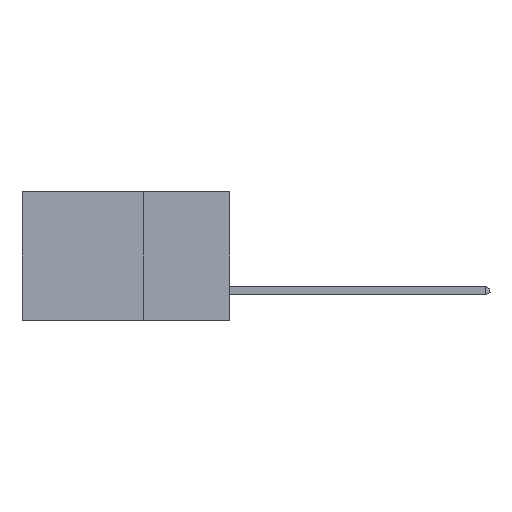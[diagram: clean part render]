
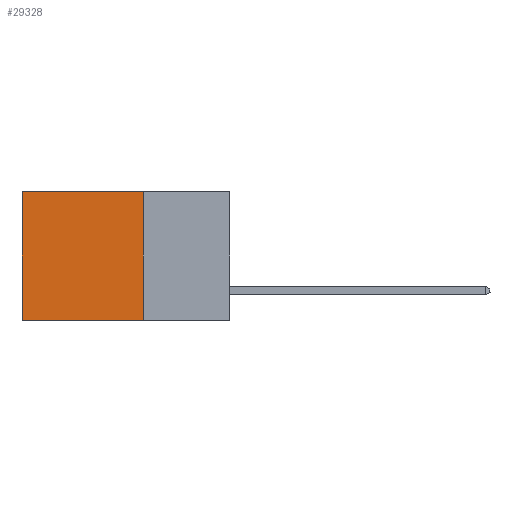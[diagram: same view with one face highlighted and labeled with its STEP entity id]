
A CAD part, left-side view. The second image highlights one B-rep face of the part: STEP entity #29328.
In plain terms, the highlighted planar face has unit normal (-1, 0, 0).
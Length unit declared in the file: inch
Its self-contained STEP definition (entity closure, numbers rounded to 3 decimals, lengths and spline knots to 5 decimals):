
#1485 = VECTOR ( 'NONE', #15486, 39.37008 ) ;
#1972 = FACE_OUTER_BOUND ( 'NONE', #5574, .T. ) ;
#4433 = LINE ( 'NONE', #17581, #30357 ) ;
#4454 = CARTESIAN_POINT ( 'NONE',  ( 0.298, 0.25, -0.37 ) ) ;
#4471 = VERTEX_POINT ( 'NONE', #17526 ) ;
#5048 = ORIENTED_EDGE ( 'NONE', *, *, #9516, .T. ) ;
#5352 = ORIENTED_EDGE ( 'NONE', *, *, #11390, .F. ) ;
#5574 = EDGE_LOOP ( 'NONE', ( #5048, #5352, #9633, #22552 ) ) ;
#8185 = CARTESIAN_POINT ( 'NONE',  ( 0.298, 0.25, 0. ) ) ;
#9516 = EDGE_CURVE ( 'NONE', #13994, #32900, #4433, .T. ) ;
#9633 = ORIENTED_EDGE ( 'NONE', *, *, #14020, .F. ) ;
#9709 = PLANE ( 'NONE',  #26750 ) ;
#9740 = LINE ( 'NONE', #32114, #28845 ) ;
#11390 = EDGE_CURVE ( 'NONE', #4471, #32900, #30585, .T. ) ;
#12167 = DIRECTION ( 'NONE',  ( 0., 0., -1. ) ) ;
#13994 = VERTEX_POINT ( 'NONE', #26902 ) ;
#14020 = EDGE_CURVE ( 'NONE', #24127, #4471, #9740, .T. ) ;
#14517 = CARTESIAN_POINT ( 'NONE',  ( 0.298, 0.25, 0. ) ) ;
#15486 = DIRECTION ( 'NONE',  ( 0., 1., 0. ) ) ;
#17108 = VECTOR ( 'NONE', #19899, 39.37008 ) ;
#17293 = CARTESIAN_POINT ( 'NONE',  ( 0.298, 0.6, -0.37 ) ) ;
#17526 = CARTESIAN_POINT ( 'NONE',  ( 0.298, 0.25, -0.37 ) ) ;
#17581 = CARTESIAN_POINT ( 'NONE',  ( 0.298, 0.6, 0. ) ) ;
#19899 = DIRECTION ( 'NONE',  ( 0., 1., 0. ) ) ;
#22552 = ORIENTED_EDGE ( 'NONE', *, *, #31252, .T. ) ;
#24127 = VERTEX_POINT ( 'NONE', #14517 ) ;
#26750 = AXIS2_PLACEMENT_3D ( 'NONE', #30145, #32740, #12167 ) ;
#26902 = CARTESIAN_POINT ( 'NONE',  ( 0.298, 0.6, 0. ) ) ;
#27343 = DIRECTION ( 'NONE',  ( 0., 0., -1. ) ) ;
#28845 = VECTOR ( 'NONE', #29978, 39.37008 ) ;
#29006 = LINE ( 'NONE', #8185, #1485 ) ;
#29328 = ADVANCED_FACE ( 'NONE', ( #1972 ), #9709, .F. ) ;
#29978 = DIRECTION ( 'NONE',  ( 0., 0., -1. ) ) ;
#30145 = CARTESIAN_POINT ( 'NONE',  ( 0.298, 0.25, 0. ) ) ;
#30357 = VECTOR ( 'NONE', #27343, 39.37008 ) ;
#30585 = LINE ( 'NONE', #4454, #17108 ) ;
#31252 = EDGE_CURVE ( 'NONE', #24127, #13994, #29006, .T. ) ;
#32114 = CARTESIAN_POINT ( 'NONE',  ( 0.298, 0.25, 0. ) ) ;
#32740 = DIRECTION ( 'NONE',  ( 1., 0., 0. ) ) ;
#32900 = VERTEX_POINT ( 'NONE', #17293 ) ;
